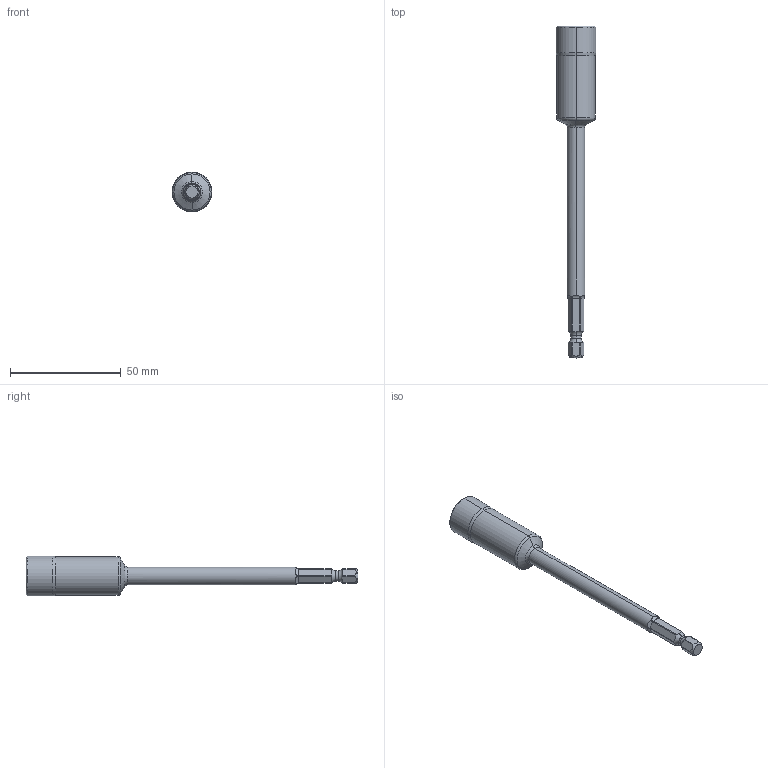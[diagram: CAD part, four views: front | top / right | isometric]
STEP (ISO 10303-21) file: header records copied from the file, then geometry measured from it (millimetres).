
FILE_DESCRIPTION((''),'2;1');
FILE_NAME('4027101013','2023-09-01T10:49:17',('a00565553'),(''),'CREO PARAMETRIC BY PTC INC, 2022414','CREO PARAMETRIC BY PTC INC, 2022414','');
FILE_SCHEMA(('CONFIG_CONTROL_DESIGN','GEOMETRIC_VALIDATION_PROPERTIES_MIM'));
Length unit declared in the file: millimetre
Products named in the file (1): 4027101013
Bounding box: 18 x 150 x 18 mm (x, y, z)
Volume: 13529.8 mm3; surface area: 6789.9 mm2
Topology: 2 solids, 2 shells, 85 faces, 210 edges, 131 vertices
Faces by surface type: cylinder 32, plane 25, torus 16, cone 12
Entity records: 3483 total; most frequent: CARTESIAN_POINT 727, ORIENTED_EDGE 416, DIRECTION 412, PRESENTATION_STYLE_ASSIGNMENT 212, STYLED_ITEM 210, CURVE_STYLE 208, EDGE_CURVE 208, AXIS2_PLACEMENT_3D 169
